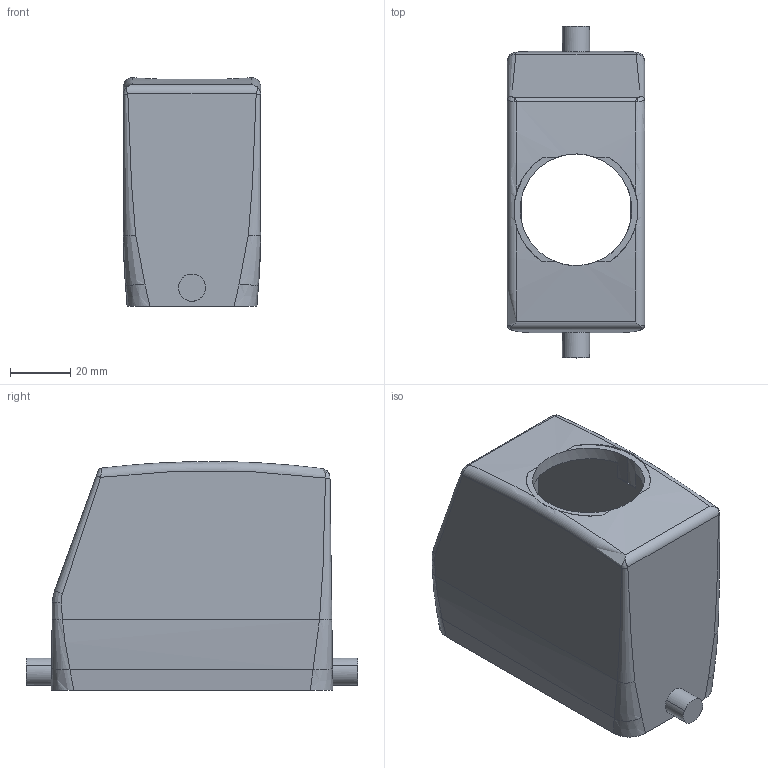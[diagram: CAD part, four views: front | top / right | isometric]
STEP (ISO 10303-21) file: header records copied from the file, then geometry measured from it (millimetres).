
FILE_DESCRIPTION(('CATIA V5 STEP Exchange','CAx-IF Rec.Pracs.--- Model Styling and Organization---1.4--- 2014-01-23'),'2;1');
FILE_NAME ('13386422_2', '2019-07-25T14:13:35+00:00', ('none'), ('Weidmueller'), 'CATIA Version 5-6 Release 2016 SP3 HF44', 'CATIA V5 STEP AP214', 'none');
FILE_SCHEMA(('AUTOMOTIVE_DESIGN { 1 0 10303 214 1 1 1 1 }'));
Length unit declared in the file: millimetre
Products named in the file (1): 1658020000
Bounding box: 45.5 x 110 x 75.75 mm (x, y, z)
Volume: 95887.8 mm3; surface area: 41810.7 mm2
Topology: 1 solids, 1 shells, 94 faces, 243 edges, 154 vertices
Faces by surface type: cylinder 35, plane 35, bspline 22, torus 2
Entity records: 5373 total; most frequent: CARTESIAN_POINT 3391, ORIENTED_EDGE 482, DIRECTION 259, EDGE_CURVE 241, VERTEX_POINT 154, AXIS2_PLACEMENT_3D 111, EDGE_LOOP 101, VECTOR 95
